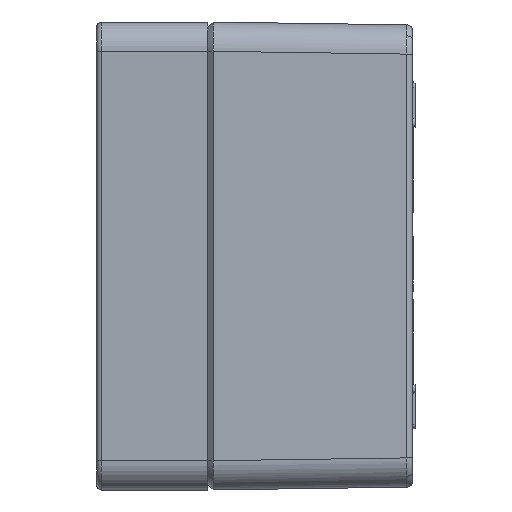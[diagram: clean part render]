
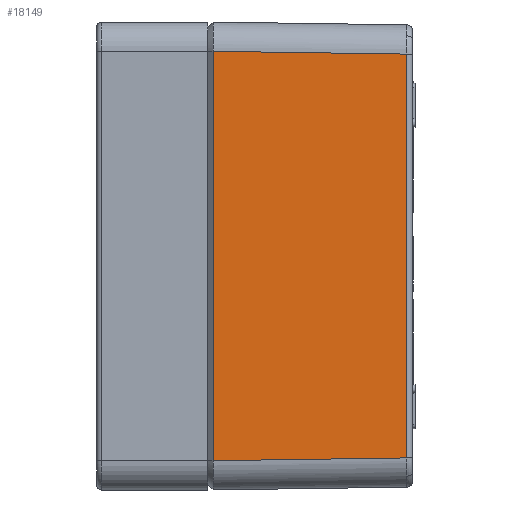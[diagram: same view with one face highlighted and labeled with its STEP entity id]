
A CAD part, left-side view. The second image highlights one B-rep face of the part: STEP entity #18149.
In plain terms, the highlighted planar face has unit normal (-1, -0.018, 0).
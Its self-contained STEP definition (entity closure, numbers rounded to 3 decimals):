
#2929 = CARTESIAN_POINT ( 'NONE',  ( -279.968, -1.806, -69.976 ) ) ;
#3706 = VERTEX_POINT ( 'NONE', #56660 ) ;
#3752 = EDGE_CURVE ( 'NONE', #51089, #12589, #21061, .T. ) ;
#3819 = CARTESIAN_POINT ( 'NONE',  ( -279.962, -2.142, 69.971 ) ) ;
#5769 = VECTOR ( 'NONE', #43249, 1000. ) ;
#7881 = CARTESIAN_POINT ( 'NONE',  ( -278.785, -68.036, -69.03 ) ) ;
#8031 = DIRECTION ( 'NONE',  ( 0., 0., 1. ) ) ;
#8718 = ORIENTED_EDGE ( 'NONE', *, *, #21490, .T. ) ;
#11372 = ORIENTED_EDGE ( 'NONE', *, *, #30709, .T. ) ;
#12365 = CARTESIAN_POINT ( 'NONE',  ( -280., 0., -80. ) ) ;
#12589 = VERTEX_POINT ( 'NONE', #7881 ) ;
#15314 = LINE ( 'NONE', #3819, #27627 ) ;
#18089 = LINE ( 'NONE', #35881, #31912 ) ;
#18149 = ADVANCED_FACE ( 'NONE', ( #37350 ), #35526, .T. ) ;
#18870 = AXIS2_PLACEMENT_3D ( 'NONE', #12365, #58912, #31003 ) ;
#21061 = LINE ( 'NONE', #57064, #5769 ) ;
#21490 = EDGE_CURVE ( 'NONE', #3706, #51089, #31340, .T. ) ;
#25512 = VERTEX_POINT ( 'NONE', #59513 ) ;
#27627 = VECTOR ( 'NONE', #31654, 1000. ) ;
#30709 = EDGE_CURVE ( 'NONE', #12589, #25512, #18089, .T. ) ;
#31003 = DIRECTION ( 'NONE',  ( 0.018, -1., 0. ) ) ;
#31340 = LINE ( 'NONE', #47499, #54651 ) ;
#31654 = DIRECTION ( 'NONE',  ( -0.018, 1., 0.014 ) ) ;
#31912 = VECTOR ( 'NONE', #8031, 1000. ) ;
#32196 = ORIENTED_EDGE ( 'NONE', *, *, #3752, .T. ) ;
#35526 = PLANE ( 'NONE',  #18870 ) ;
#35881 = CARTESIAN_POINT ( 'NONE',  ( -278.785, -68.036, 69.002 ) ) ;
#37350 = FACE_OUTER_BOUND ( 'NONE', #46163, .T. ) ;
#43249 = DIRECTION ( 'NONE',  ( 0.018, -1., 0.014 ) ) ;
#45884 = EDGE_CURVE ( 'NONE', #25512, #3706, #15314, .T. ) ;
#46163 = EDGE_LOOP ( 'NONE', ( #32196, #11372, #54414, #8718 ) ) ;
#47499 = CARTESIAN_POINT ( 'NONE',  ( -279.968, -1.806, -80. ) ) ;
#51089 = VERTEX_POINT ( 'NONE', #2929 ) ;
#54414 = ORIENTED_EDGE ( 'NONE', *, *, #45884, .T. ) ;
#54651 = VECTOR ( 'NONE', #56826, 1000. ) ;
#56660 = CARTESIAN_POINT ( 'NONE',  ( -279.968, -1.806, 69.976 ) ) ;
#56826 = DIRECTION ( 'NONE',  ( 0., 0., -1. ) ) ;
#57064 = CARTESIAN_POINT ( 'NONE',  ( -280.003, 0.143, -70.004 ) ) ;
#58912 = DIRECTION ( 'NONE',  ( -1., -0.018, 0. ) ) ;
#59513 = CARTESIAN_POINT ( 'NONE',  ( -278.785, -68.036, 69.03 ) ) ;
